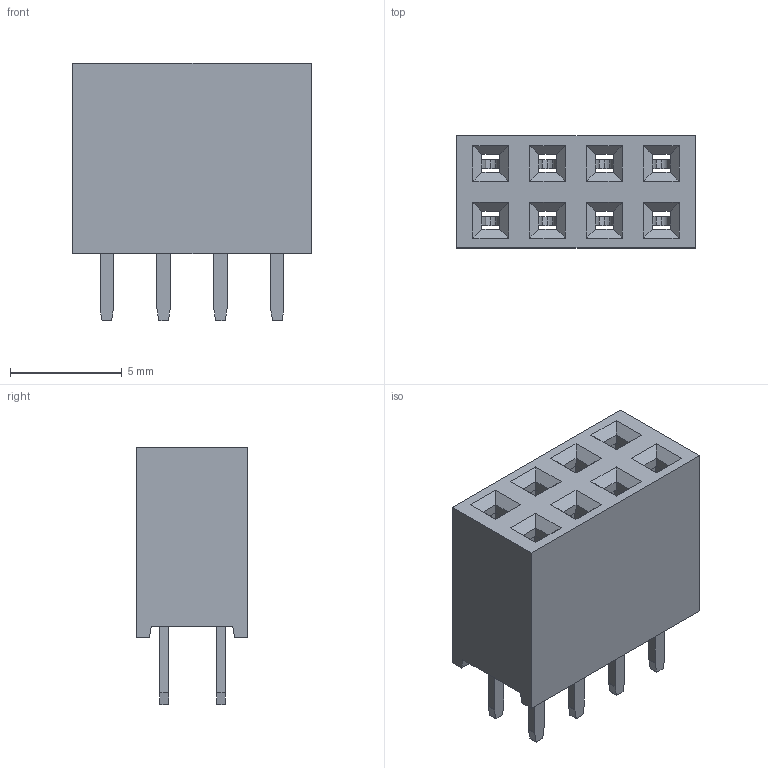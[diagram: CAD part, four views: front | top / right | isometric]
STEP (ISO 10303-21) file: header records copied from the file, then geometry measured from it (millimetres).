
FILE_DESCRIPTION (( 'STEP AP203' ), '1' );
FILE_NAME ('RS2-08-G.STEP', '2019-11-04T08:21:29', ( '' ), ( '' ), 'SwSTEP 2.0', 'SolidWorks 2017', '' );
FILE_SCHEMA (( 'CONFIG_CONTROL_DESIGN' ));
Length unit declared in the file: millimetre
Products named in the file (1): RS2-08-G
Bounding box: 10.66 x 5 x 11.5 mm (x, y, z)
Volume: 368.8 mm3; surface area: 1003.6 mm2
Topology: 9 solids, 9 shells, 538 faces, 1504 edges, 992 vertices
Faces by surface type: plane 362, cylinder 176
Entity records: 17317 total; most frequent: CARTESIAN_POINT 3035, ORIENTED_EDGE 3008, DIRECTION 2934, EDGE_CURVE 1504, VECTOR 1152, LINE 1152, VERTEX_POINT 992, AXIS2_PLACEMENT_3D 891
